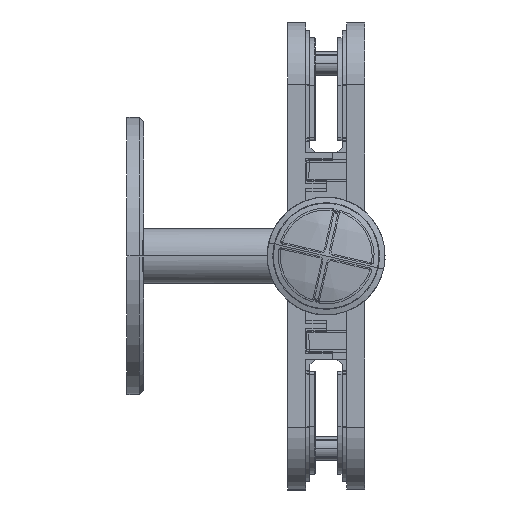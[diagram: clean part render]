
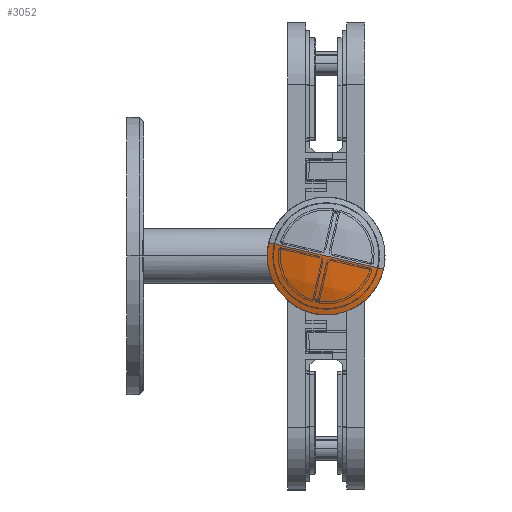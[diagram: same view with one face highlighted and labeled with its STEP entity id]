
A CAD part, front view. The second image highlights one B-rep face of the part: STEP entity #3052.
In plain terms, the highlighted spherical face has radius 58.18 mm.
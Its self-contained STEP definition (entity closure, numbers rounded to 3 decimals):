
#312 = SPHERICAL_SURFACE ( 'NONE', #41002, 58.18 ) ;
#391 = DIRECTION ( 'NONE',  ( 0., 1., 0. ) ) ;
#3052 = ADVANCED_FACE ( 'NONE', ( #16717 ), #312, .T. ) ;
#4396 = ORIENTED_EDGE ( 'NONE', *, *, #27156, .F. ) ;
#5213 = AXIS2_PLACEMENT_3D ( 'NONE', #14655, #37562, #34653 ) ;
#6938 = CARTESIAN_POINT ( 'NONE',  ( 51.18, 0., 0. ) ) ;
#11369 = DIRECTION ( 'NONE',  ( 0., 0., -1. ) ) ;
#12955 = DIRECTION ( 'NONE',  ( 0., 1., 0. ) ) ;
#14655 = CARTESIAN_POINT ( 'NONE',  ( -3., 0., 0. ) ) ;
#15497 = DIRECTION ( 'NONE',  ( 0., -1., 0. ) ) ;
#16717 = FACE_OUTER_BOUND ( 'NONE', #35250, .T. ) ;
#18109 = EDGE_CURVE ( 'NONE', #25207, #19840, #20595, .T. ) ;
#18113 = ORIENTED_EDGE ( 'NONE', *, *, #18109, .T. ) ;
#19487 = CARTESIAN_POINT ( 'NONE',  ( -3., 0., -21.2 ) ) ;
#19840 = VERTEX_POINT ( 'NONE', #36926 ) ;
#20595 = CIRCLE ( 'NONE', #26590, 58.18 ) ;
#21256 = ORIENTED_EDGE ( 'NONE', *, *, #24216, .T. ) ;
#22620 = DIRECTION ( 'NONE',  ( 0., 0., 1. ) ) ;
#24137 = CARTESIAN_POINT ( 'NONE',  ( -3., 0., 21.2 ) ) ;
#24216 = EDGE_CURVE ( 'NONE', #31286, #25207, #34458, .T. ) ;
#24466 = CARTESIAN_POINT ( 'NONE',  ( 51.18, 0., 0. ) ) ;
#25207 = VERTEX_POINT ( 'NONE', #19487 ) ;
#26590 = AXIS2_PLACEMENT_3D ( 'NONE', #28889, #391, #22620 ) ;
#27156 = EDGE_CURVE ( 'NONE', #31286, #19840, #39973, .T. ) ;
#28889 = CARTESIAN_POINT ( 'NONE',  ( 51.18, 0., 0. ) ) ;
#29434 = DIRECTION ( 'NONE',  ( 0., 0., 1. ) ) ;
#31286 = VERTEX_POINT ( 'NONE', #24137 ) ;
#34458 = CIRCLE ( 'NONE', #5213, 21.2 ) ;
#34653 = DIRECTION ( 'NONE',  ( 0., 0., 1. ) ) ;
#35250 = EDGE_LOOP ( 'NONE', ( #21256, #18113, #4396 ) ) ;
#36926 = CARTESIAN_POINT ( 'NONE',  ( -7., 0., 0. ) ) ;
#37562 = DIRECTION ( 'NONE',  ( -1., 0., 0. ) ) ;
#37982 = AXIS2_PLACEMENT_3D ( 'NONE', #24466, #15497, #11369 ) ;
#39973 = CIRCLE ( 'NONE', #37982, 58.18 ) ;
#41002 = AXIS2_PLACEMENT_3D ( 'NONE', #6938, #12955, #29434 ) ;
